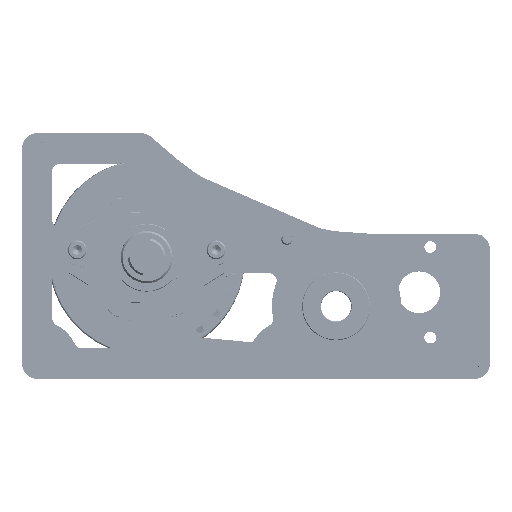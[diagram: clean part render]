
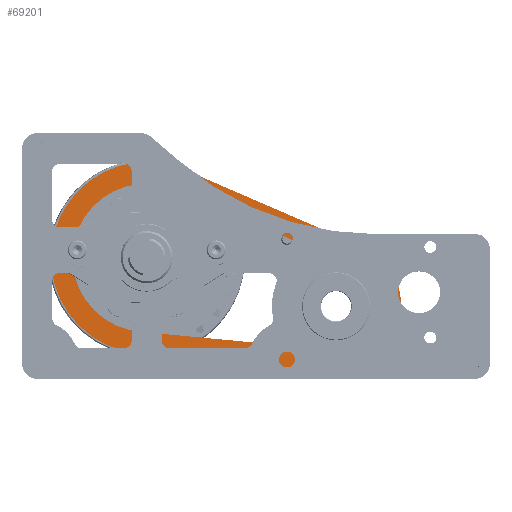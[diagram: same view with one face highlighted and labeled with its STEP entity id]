
A CAD part, top view. The second image highlights one B-rep face of the part: STEP entity #69201.
In plain terms, the highlighted planar face has unit normal (0, 0, 1).
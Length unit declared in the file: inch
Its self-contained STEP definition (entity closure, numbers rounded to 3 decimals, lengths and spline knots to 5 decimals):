
#862 = FACE_BOUND ( 'NONE', #52868, .T. ) ;
#902 = VERTEX_POINT ( 'NONE', #30195 ) ;
#3081 = EDGE_CURVE ( 'NONE', #24493, #902, #57635, .T. ) ;
#4338 = DIRECTION ( 'NONE',  ( 0., 0., 1. ) ) ;
#4523 = DIRECTION ( 'NONE',  ( 0., 0., 1. ) ) ;
#4982 = CARTESIAN_POINT ( 'NONE',  ( -0.11322, -0.71459, 0.463 ) ) ;
#6304 = EDGE_CURVE ( 'NONE', #56658, #15002, #61759, .T. ) ;
#8062 = AXIS2_PLACEMENT_3D ( 'NONE', #41011, #4338, #47181 ) ;
#11442 = CARTESIAN_POINT ( 'NONE',  ( 0., 0., 0.463 ) ) ;
#11606 = DIRECTION ( 'NONE',  ( 1., 0., 0. ) ) ;
#13121 = ORIENTED_EDGE ( 'NONE', *, *, #14264, .T. ) ;
#13628 = ORIENTED_EDGE ( 'NONE', *, *, #77441, .F. ) ;
#14264 = EDGE_CURVE ( 'NONE', #902, #42746, #23968, .T. ) ;
#14942 = CARTESIAN_POINT ( 'NONE',  ( 3.04412, 1.21485, 0.463 ) ) ;
#15002 = VERTEX_POINT ( 'NONE', #14942 ) ;
#15987 = CARTESIAN_POINT ( 'NONE',  ( 2.98809, -1.56843, 0.463 ) ) ;
#17606 = DIRECTION ( 'NONE',  ( 1., 0., 0. ) ) ;
#17618 = ORIENTED_EDGE ( 'NONE', *, *, #3081, .T. ) ;
#18094 = AXIS2_PLACEMENT_3D ( 'NONE', #11442, #54336, #17606 ) ;
#18710 = VECTOR ( 'NONE', #71527, 39.37008 ) ;
#18838 = VERTEX_POINT ( 'NONE', #33945 ) ;
#19009 = FACE_OUTER_BOUND ( 'NONE', #61483, .T. ) ;
#22312 = VERTEX_POINT ( 'NONE', #26234 ) ;
#23455 = PLANE ( 'NONE',  #65423 ) ;
#23968 = LINE ( 'NONE', #74578, #70873 ) ;
#24425 = ORIENTED_EDGE ( 'NONE', *, *, #6304, .F. ) ;
#24493 = VERTEX_POINT ( 'NONE', #60540 ) ;
#25316 = DIRECTION ( 'NONE',  ( 0., 0., 1. ) ) ;
#26234 = CARTESIAN_POINT ( 'NONE',  ( -0.7235, 0., 0.463 ) ) ;
#27720 = DIRECTION ( 'NONE',  ( 0., 0., 1. ) ) ;
#27913 = EDGE_CURVE ( 'NONE', #67112, #56658, #63131, .T. ) ;
#27942 = ORIENTED_EDGE ( 'NONE', *, *, #53759, .F. ) ;
#29134 = VECTOR ( 'NONE', #57387, 39.37008 ) ;
#30195 = CARTESIAN_POINT ( 'NONE',  ( -0.16925, -1.06818, 0.463 ) ) ;
#31934 = CARTESIAN_POINT ( 'NONE',  ( 3.2366, 0., 0.463 ) ) ;
#33945 = CARTESIAN_POINT ( 'NONE',  ( -0.16925, 1.06818, 0.463 ) ) ;
#34846 = CARTESIAN_POINT ( 'NONE',  ( -0.11322, -0.71459, 0.463 ) ) ;
#35040 = LINE ( 'NONE', #46671, #18710 ) ;
#35490 = ORIENTED_EDGE ( 'NONE', *, *, #27913, .F. ) ;
#36039 = CARTESIAN_POINT ( 'NONE',  ( 0., 0., 0.463 ) ) ;
#37917 = DIRECTION ( 'NONE',  ( 0.988, -0.156, 0. ) ) ;
#37997 = ORIENTED_EDGE ( 'NONE', *, *, #71343, .T. ) ;
#38113 = DIRECTION ( 'NONE',  ( 1., 0., 0. ) ) ;
#38605 = AXIS2_PLACEMENT_3D ( 'NONE', #41190, #4523, #47378 ) ;
#39033 = AXIS2_PLACEMENT_3D ( 'NONE', #64408, #27720, #70561 ) ;
#40366 = ORIENTED_EDGE ( 'NONE', *, *, #50496, .T. ) ;
#40377 = VERTEX_POINT ( 'NONE', #43682 ) ;
#40448 = CIRCLE ( 'NONE', #74059, 0.7235 ) ;
#41011 = CARTESIAN_POINT ( 'NONE',  ( 0., 0., 0.463 ) ) ;
#41190 = CARTESIAN_POINT ( 'NONE',  ( 0., 0., 0.463 ) ) ;
#42746 = VERTEX_POINT ( 'NONE', #15987 ) ;
#43682 = CARTESIAN_POINT ( 'NONE',  ( 2.98809, 1.56843, 0.463 ) ) ;
#46671 = CARTESIAN_POINT ( 'NONE',  ( -0.16925, 1.06818, 0.463 ) ) ;
#47181 = DIRECTION ( 'NONE',  ( 1., 0., 0. ) ) ;
#47378 = DIRECTION ( 'NONE',  ( 1., 0., 0. ) ) ;
#48374 = DIRECTION ( 'NONE',  ( 0., 0., 1. ) ) ;
#49001 = ORIENTED_EDGE ( 'NONE', *, *, #55130, .F. ) ;
#49451 = CARTESIAN_POINT ( 'NONE',  ( 3.04412, -1.21485, 0.463 ) ) ;
#50496 = EDGE_CURVE ( 'NONE', #42746, #40377, #51023, .T. ) ;
#51023 = CIRCLE ( 'NONE', #56350, 1.588 ) ;
#51267 = CARTESIAN_POINT ( 'NONE',  ( -0.11322, 0.71459, 0.463 ) ) ;
#52868 = EDGE_LOOP ( 'NONE', ( #35490, #13628, #49001, #27942, #24425 ) ) ;
#53759 = EDGE_CURVE ( 'NONE', #15002, #59375, #61733, .T. ) ;
#54336 = DIRECTION ( 'NONE',  ( 0., 0., 1. ) ) ;
#55130 = EDGE_CURVE ( 'NONE', #59375, #22312, #40448, .T. ) ;
#56350 = AXIS2_PLACEMENT_3D ( 'NONE', #31934, #74760, #38113 ) ;
#56658 = VERTEX_POINT ( 'NONE', #49451 ) ;
#57387 = DIRECTION ( 'NONE',  ( -0.988, -0.156, 0. ) ) ;
#57635 = CIRCLE ( 'NONE', #8062, 1.0815 ) ;
#58370 = ORIENTED_EDGE ( 'NONE', *, *, #65966, .T. ) ;
#59375 = VERTEX_POINT ( 'NONE', #61936 ) ;
#60540 = CARTESIAN_POINT ( 'NONE',  ( -1.0815, 0., 0.463 ) ) ;
#61483 = EDGE_LOOP ( 'NONE', ( #58370, #17618, #13121, #40366, #37997 ) ) ;
#61681 = CIRCLE ( 'NONE', #38605, 1.0815 ) ;
#61733 = LINE ( 'NONE', #51267, #29134 ) ;
#61759 = CIRCLE ( 'NONE', #39033, 1.23 ) ;
#61936 = CARTESIAN_POINT ( 'NONE',  ( -0.11322, 0.71459, 0.463 ) ) ;
#61992 = CARTESIAN_POINT ( 'NONE',  ( 0., 0., 0.463 ) ) ;
#63131 = LINE ( 'NONE', #4982, #75582 ) ;
#64408 = CARTESIAN_POINT ( 'NONE',  ( 3.2366, 0., 0.463 ) ) ;
#65423 = AXIS2_PLACEMENT_3D ( 'NONE', #36039, #48374, #11606 ) ;
#65966 = EDGE_CURVE ( 'NONE', #18838, #24493, #61681, .T. ) ;
#67112 = VERTEX_POINT ( 'NONE', #34846 ) ;
#68155 = DIRECTION ( 'NONE',  ( 1., 0., 0. ) ) ;
#69201 = ADVANCED_FACE ( 'NONE', ( #19009, #862 ), #23455, .T. ) ;
#70561 = DIRECTION ( 'NONE',  ( 1., 0., 0. ) ) ;
#70873 = VECTOR ( 'NONE', #37917, 39.37008 ) ;
#71343 = EDGE_CURVE ( 'NONE', #40377, #18838, #35040, .T. ) ;
#71527 = DIRECTION ( 'NONE',  ( -0.988, -0.156, 0. ) ) ;
#72151 = DIRECTION ( 'NONE',  ( 0.988, -0.156, 0. ) ) ;
#73990 = CIRCLE ( 'NONE', #18094, 0.7235 ) ;
#74059 = AXIS2_PLACEMENT_3D ( 'NONE', #61992, #25316, #68155 ) ;
#74578 = CARTESIAN_POINT ( 'NONE',  ( -0.16925, -1.06818, 0.463 ) ) ;
#74760 = DIRECTION ( 'NONE',  ( 0., 0., 1. ) ) ;
#75582 = VECTOR ( 'NONE', #72151, 39.37008 ) ;
#77441 = EDGE_CURVE ( 'NONE', #22312, #67112, #73990, .T. ) ;
